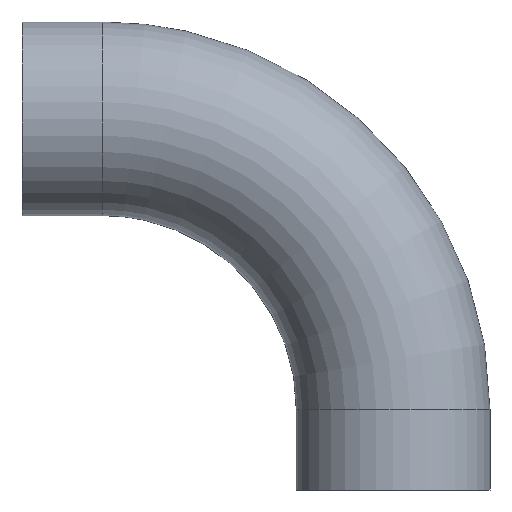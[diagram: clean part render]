
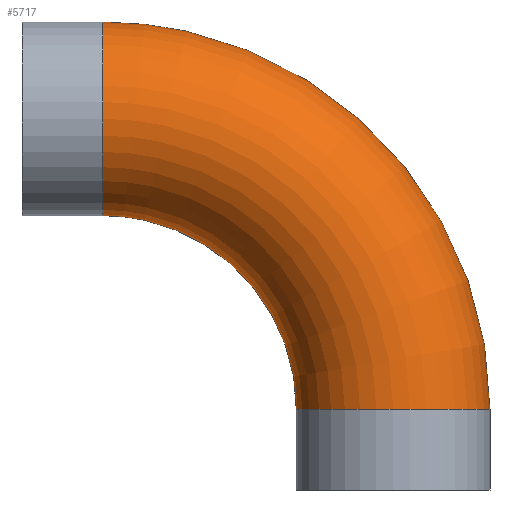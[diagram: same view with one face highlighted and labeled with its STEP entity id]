
A CAD part, front view. The second image highlights one B-rep face of the part: STEP entity #5717.
In plain terms, the highlighted toroidal (fillet/blend) face has major radius 228.6 mm and minor radius 76.2 mm.
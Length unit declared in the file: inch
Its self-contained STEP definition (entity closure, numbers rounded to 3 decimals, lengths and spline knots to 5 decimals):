
#14=TOROIDAL_SURFACE('',#5974,9.,3.);
#246=FACE_BOUND('',#1377,.T.);
#1024=FACE_OUTER_BOUND('',#1376,.T.);
#1376=EDGE_LOOP('',(#5347));
#1377=EDGE_LOOP('',(#5348));
#1477=CIRCLE('',#5953,3.);
#1481=CIRCLE('',#5966,3.);
#2789=VERTEX_POINT('',#13072);
#2793=VERTEX_POINT('',#13089);
#3640=EDGE_CURVE('',#2789,#2789,#1477,.T.);
#3644=EDGE_CURVE('',#2793,#2793,#1481,.T.);
#5347=ORIENTED_EDGE('',*,*,#3640,.T.);
#5348=ORIENTED_EDGE('',*,*,#3644,.F.);
#5717=ADVANCED_FACE('',(#1024,#246),#14,.T.);
#5953=AXIS2_PLACEMENT_3D('',#13073,#6812,#6813);
#5966=AXIS2_PLACEMENT_3D('',#13090,#6838,#6839);
#5974=AXIS2_PLACEMENT_3D('',#13100,#6854,#6855);
#6812=DIRECTION('center_axis',(1.,0.,0.));
#6813=DIRECTION('ref_axis',(0.,0.,
-1.));
#6838=DIRECTION('center_axis',(0.,0.,-1.));
#6839=DIRECTION('ref_axis',(-1.,0.,0.));
#6854=DIRECTION('center_axis',(0.,-1.,0.));
#6855=DIRECTION('ref_axis',(0.,0.,-1.));
#13072=CARTESIAN_POINT('',(-9.,0.,12.));
#13073=CARTESIAN_POINT('Origin',(-9.,0.,9.));
#13089=CARTESIAN_POINT('',(3.,0.,0.));
#13090=CARTESIAN_POINT('Origin',(0.,0.,0.));
#13100=CARTESIAN_POINT('Origin',(-9.,0.,0.));
